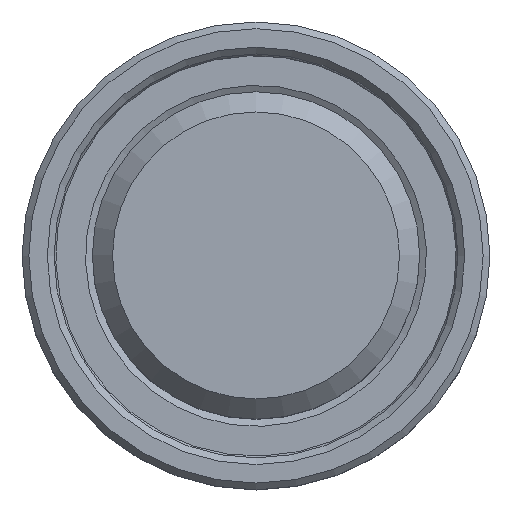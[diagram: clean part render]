
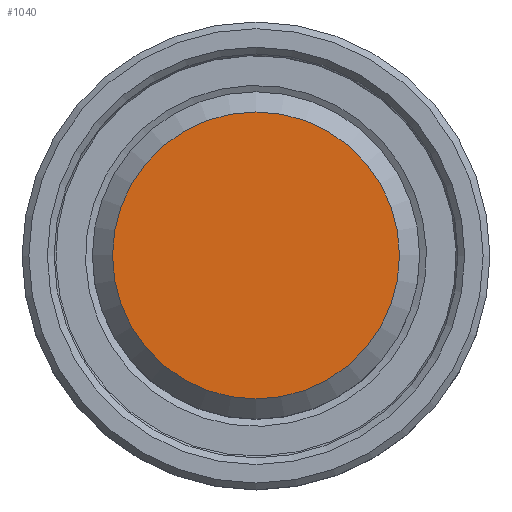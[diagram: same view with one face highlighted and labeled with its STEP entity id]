
A CAD part, top view. The second image highlights one B-rep face of the part: STEP entity #1040.
In plain terms, the highlighted planar face has unit normal (0, 0, 1).
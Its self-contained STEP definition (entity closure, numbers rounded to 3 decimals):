
#1000=CARTESIAN_POINT('',(4.264,0.,12.));
#1001=VERTEX_POINT('',#1000);
#1002=CARTESIAN_POINT('',(0.0,0.0,12.));
#1003=DIRECTION('',(0.0,0.0,-1.0));
#1004=DIRECTION('',(-1.0,0.0,0.0));
#1005=AXIS2_PLACEMENT_3D('',#1002,#1003,#1004);
#1006=CIRCLE('',#1005,4.264);
#1007=EDGE_CURVE('',#1001,#1001,#1006,.T.);
#1032=CARTESIAN_POINT('',(0.0,0.0,12.));
#1033=DIRECTION('',(0.0,0.0,-1.0));
#1034=DIRECTION('',(-1.0,0.0,0.0));
#1035=AXIS2_PLACEMENT_3D('',#1032,#1033,#1034);
#1036=PLANE('',#1035);
#1037=ORIENTED_EDGE('',*,*,#1007,.F.);
#1038=EDGE_LOOP('',(#1037));
#1039=FACE_OUTER_BOUND('',#1038,.T.);
#1040=ADVANCED_FACE('',(#1039),#1036,.F.);
